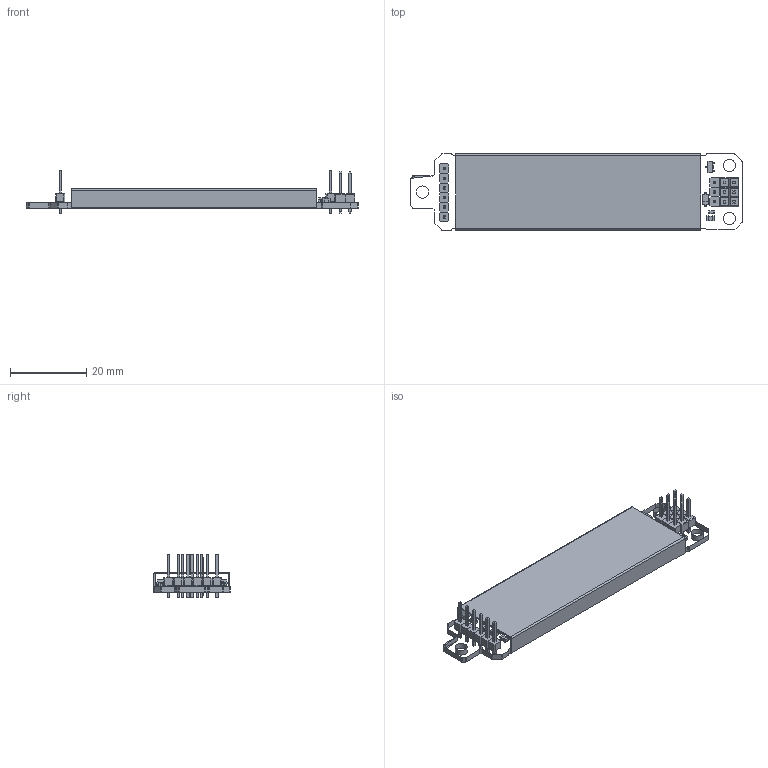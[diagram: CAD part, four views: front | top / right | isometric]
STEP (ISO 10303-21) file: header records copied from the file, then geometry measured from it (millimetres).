
FILE_DESCRIPTION(('Open CASCADE Model'),'2;1');
FILE_NAME('Open CASCADE Shape Model','2017-08-01T15:46:42',('Author'),( 'Open CASCADE'),'Open CASCADE STEP processor 6.8','Open CASCADE 6.8' ,'Unknown');
FILE_SCHEMA(('AUTOMOTIVE_DESIGN { 1 0 10303 214 1 1 1 1 }'));
Products named in the file (1): PCB
Bounding box: 87.34 x 20.01 x 11.54 mm (x, y, z)
Volume: 3103.4 mm3; surface area: 10124.8 mm2
Topology: 76 solids, 5110 shells, 7301 faces, 30061 edges, 27252 vertices
Faces by surface type: plane 4356, cylinder 2024, bspline 911, sphere 10
Full cylindrical faces by diameter (mm): 0.8 x1, 0.9 x15, 1.5 x1, 3.2 x3
Entity records: 367392 total; most frequent: CARTESIAN_POINT 89586, DIRECTION 48145, ORIENTED_EDGE 34302, EDGE_CURVE 29373, VERTEX_POINT 27252, LINE 21687, VECTOR 21687, AXIS2_PLACEMENT_3D 13229
